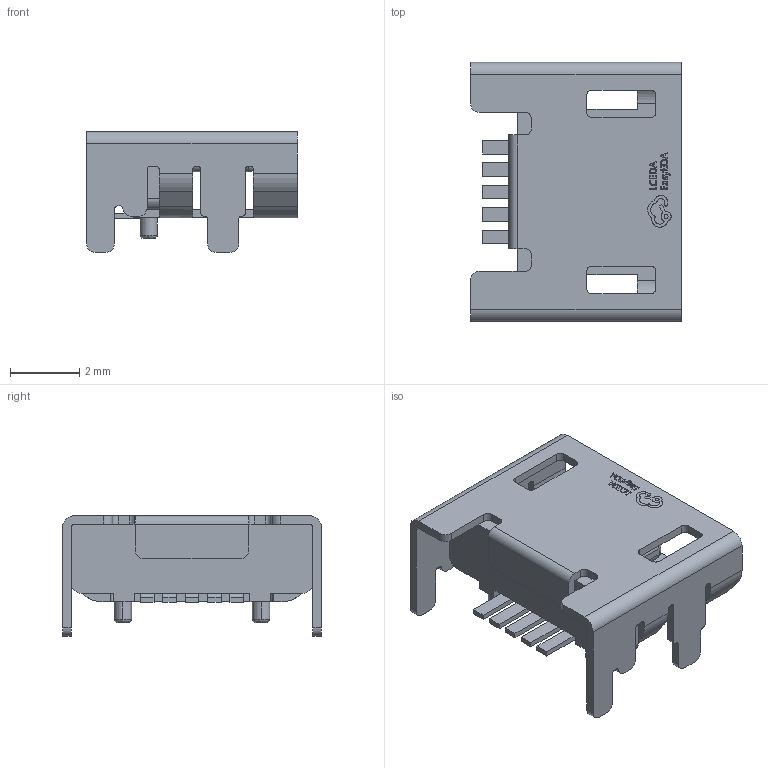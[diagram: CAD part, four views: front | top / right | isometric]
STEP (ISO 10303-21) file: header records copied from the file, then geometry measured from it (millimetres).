
FILE_DESCRIPTION (( 'STEP AP214' ), '1' );
FILE_NAME ('MICRO-USB-SMD_MICRO-USB-A17.STEP', '2023-05-11T09:20:09', ( '' ), ( '' ), 'SwSTEP 2.0', 'SolidWorks 2019', '' );
FILE_SCHEMA (( 'AUTOMOTIVE_DESIGN' ));
Length unit declared in the file: millimetre
Products named in the file (4): MICRO-USB-SMD_MICRO-USB-A17; SOLID; USB1
Assembly tree (3 placements, depth 4):
  MICRO-USB-SMD_MICRO-USB-A17
    USB1
      MICRO-USB-SMD_MICRO-USB-A17
        SOLID
Bounding box: 6.1 x 7.5 x 3.5 mm (x, y, z)
Volume: 49 mm3; surface area: 242.5 mm2
Topology: 1 solids, 1 shells, 513 faces, 1421 edges, 929 vertices
Faces by surface type: plane 294, cylinder 113, bspline 106
Entity records: 22726 total; most frequent: CARTESIAN_POINT 4365, ORIENTED_EDGE 2834, DIRECTION 2293, EDGE_CURVE 1417, LINE 971, VECTOR 971, VERTEX_POINT 929, AXIS2_PLACEMENT_3D 661
